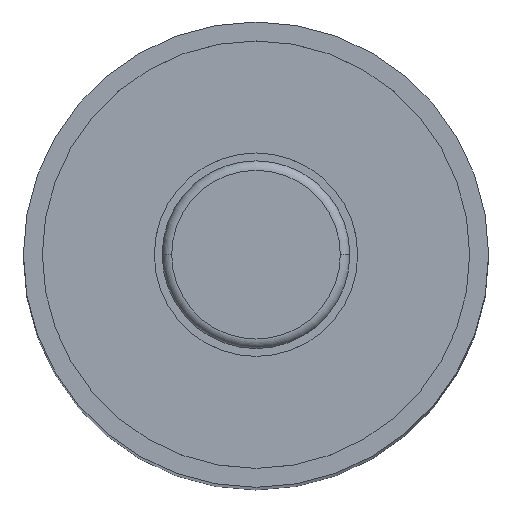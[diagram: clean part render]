
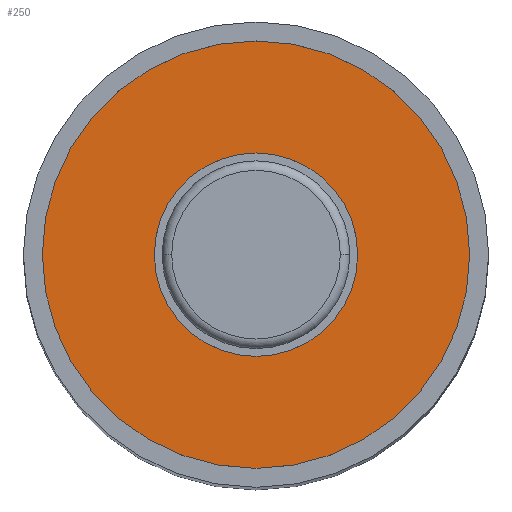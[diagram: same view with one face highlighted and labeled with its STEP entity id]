
A CAD part, top view. The second image highlights one B-rep face of the part: STEP entity #250.
In plain terms, the highlighted planar face has unit normal (0, 0, 1).
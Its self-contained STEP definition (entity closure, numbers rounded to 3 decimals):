
#4 = DIRECTION ( 'NONE',  ( 1., 0., 0. ) ) ;
#8 = CIRCLE ( 'NONE', #249, 1.071 ) ;
#13 = EDGE_LOOP ( 'NONE', ( #490, #379 ) ) ;
#23 = EDGE_CURVE ( 'NONE', #44, #363, #8, .T. ) ;
#24 = AXIS2_PLACEMENT_3D ( 'NONE', #38, #662, #39 ) ;
#38 = CARTESIAN_POINT ( 'NONE',  ( 0., 0., 15.9 ) ) ;
#39 = DIRECTION ( 'NONE',  ( 1., 0., 0. ) ) ;
#44 = VERTEX_POINT ( 'NONE', #614 ) ;
#65 = CIRCLE ( 'NONE', #195, 1.071 ) ;
#68 = EDGE_LOOP ( 'NONE', ( #149, #565 ) ) ;
#74 = CARTESIAN_POINT ( 'NONE',  ( 0., 0., 15.9 ) ) ;
#79 = DIRECTION ( 'NONE',  ( 0., 0., 1. ) ) ;
#85 = AXIS2_PLACEMENT_3D ( 'NONE', #678, #107, #4 ) ;
#99 = DIRECTION ( 'NONE',  ( 0., 0., 1. ) ) ;
#107 = DIRECTION ( 'NONE',  ( 0., 0., 1. ) ) ;
#114 = EDGE_CURVE ( 'NONE', #363, #44, #65, .T. ) ;
#149 = ORIENTED_EDGE ( 'NONE', *, *, #457, .T. ) ;
#194 = VERTEX_POINT ( 'NONE', #456 ) ;
#195 = AXIS2_PLACEMENT_3D ( 'NONE', #696, #297, #627 ) ;
#216 = CARTESIAN_POINT ( 'NONE',  ( 2.25, 0., 15.9 ) ) ;
#249 = AXIS2_PLACEMENT_3D ( 'NONE', #555, #99, #336 ) ;
#250 = ADVANCED_FACE ( 'NONE', ( #547, #311 ), #712, .T. ) ;
#254 = CIRCLE ( 'NONE', #85, 2.25 ) ;
#261 = AXIS2_PLACEMENT_3D ( 'NONE', #74, #79, #472 ) ;
#297 = DIRECTION ( 'NONE',  ( 0., 0., 1. ) ) ;
#311 = FACE_OUTER_BOUND ( 'NONE', #68, .T. ) ;
#336 = DIRECTION ( 'NONE',  ( 1., 0., 0. ) ) ;
#363 = VERTEX_POINT ( 'NONE', #653 ) ;
#379 = ORIENTED_EDGE ( 'NONE', *, *, #23, .F. ) ;
#456 = CARTESIAN_POINT ( 'NONE',  ( -2.25, 0., 15.9 ) ) ;
#457 = EDGE_CURVE ( 'NONE', #525, #194, #531, .T. ) ;
#472 = DIRECTION ( 'NONE',  ( 1., 0., 0. ) ) ;
#490 = ORIENTED_EDGE ( 'NONE', *, *, #114, .F. ) ;
#525 = VERTEX_POINT ( 'NONE', #216 ) ;
#531 = CIRCLE ( 'NONE', #24, 2.25 ) ;
#547 = FACE_BOUND ( 'NONE', #13, .T. ) ;
#555 = CARTESIAN_POINT ( 'NONE',  ( 0., 0., 15.9 ) ) ;
#565 = ORIENTED_EDGE ( 'NONE', *, *, #603, .T. ) ;
#603 = EDGE_CURVE ( 'NONE', #194, #525, #254, .T. ) ;
#614 = CARTESIAN_POINT ( 'NONE',  ( -1.071, 0., 15.9 ) ) ;
#627 = DIRECTION ( 'NONE',  ( 1., 0., 0. ) ) ;
#653 = CARTESIAN_POINT ( 'NONE',  ( 1.071, 0., 15.9 ) ) ;
#662 = DIRECTION ( 'NONE',  ( 0., 0., 1. ) ) ;
#678 = CARTESIAN_POINT ( 'NONE',  ( 0., 0., 15.9 ) ) ;
#696 = CARTESIAN_POINT ( 'NONE',  ( 0., 0., 15.9 ) ) ;
#712 = PLANE ( 'NONE',  #261 ) ;
